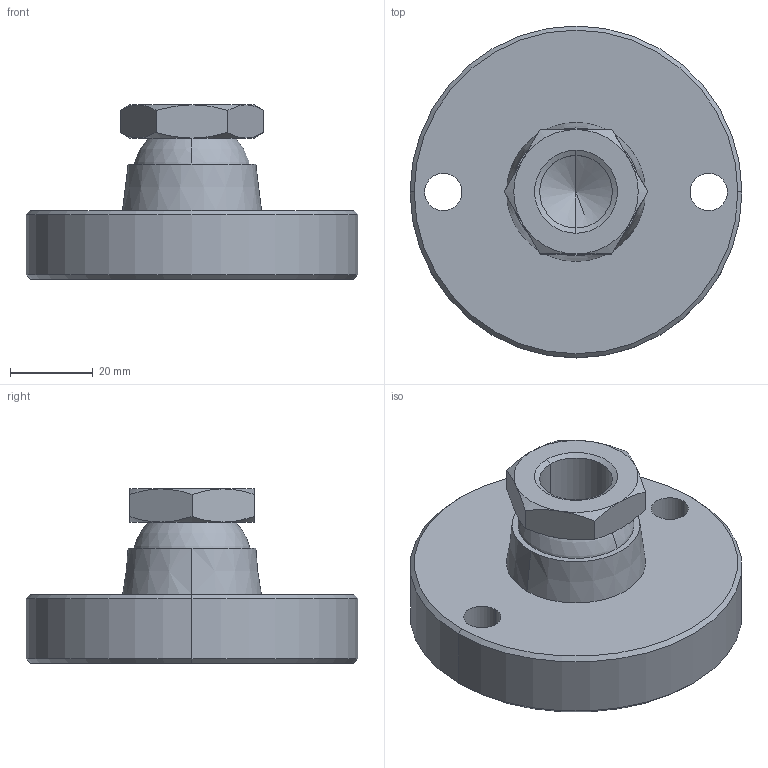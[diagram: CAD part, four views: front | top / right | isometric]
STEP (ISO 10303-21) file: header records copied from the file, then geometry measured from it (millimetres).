
FILE_DESCRIPTION(('STEP AP214'),'1');
FILE_NAME(' ',' ',('TraceParts'),('TraceParts S.A.'),'XStep 1.0',' ',' ');
FILE_SCHEMA(('automotive_design'));
Length unit declared in the file: millimetre
Products named in the file (2): 1; 2
Bounding box: 80 x 80 x 42 mm (x, y, z)
Volume: 93067.7 mm3; surface area: 22101.5 mm2
Topology: 2 solids, 2 shells, 45 faces, 100 edges, 57 vertices
Faces by surface type: cone 22, plane 11, cylinder 8, sphere 4
Entity records: 2344 total; most frequent: CARTESIAN_POINT 246, DIRECTION 210, STYLED_ITEM 198, PRESENTATION_STYLE_ASSIGNMENT 198, COLOUR_RGB 198, ORIENTED_EDGE 188, EDGE_CURVE 94, CURVE_STYLE 94
